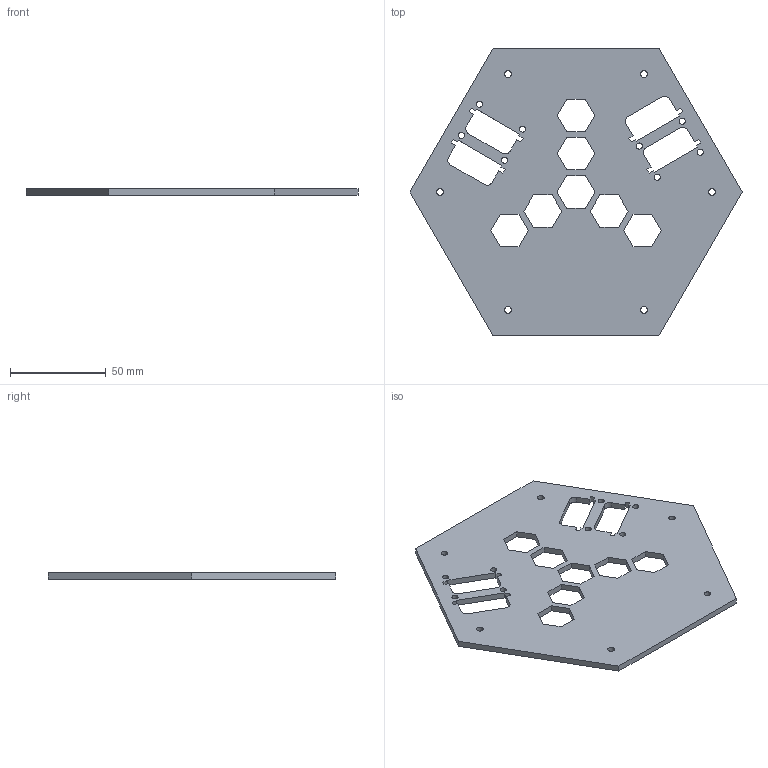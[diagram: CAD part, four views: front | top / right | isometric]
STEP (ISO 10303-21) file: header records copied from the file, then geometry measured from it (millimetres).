
FILE_DESCRIPTION(/* description */ ('Alibre Inc.'),/* implementation_level */ '2;1');
FILE_NAME(/* name */ 'export0',/* time_stamp */ '2015-07-05T23:05:05+12:00',/* author */ (''),/* organization */ (''),/* preprocessor_version */ 'ST-DEVELOPER v14',/* originating_system */ 'Alibre',/* authorisation */ '');
FILE_SCHEMA (('CONFIG_CONTROL_DESIGN'));
Length unit declared in the file: centimetre
Products named in the file (1): ID_1
Bounding box: 173.21 x 150 x 3.17 mm (x, y, z)
Volume: 51433.8 mm3; surface area: 36917.7 mm2
Topology: 1 solids, 1 shells, 120 faces, 354 edges, 236 vertices
Faces by surface type: plane 98, cylinder 22
Full cylindrical faces by diameter (mm): 3.2 x8, 3.5 x6
Entity records: 3851 total; most frequent: ORIENTED_EDGE 680, CARTESIAN_POINT 664, DIRECTION 494, EDGE_CURVE 340, VECTOR 280, LINE 280, VERTEX_POINT 236, EDGE_LOOP 184
